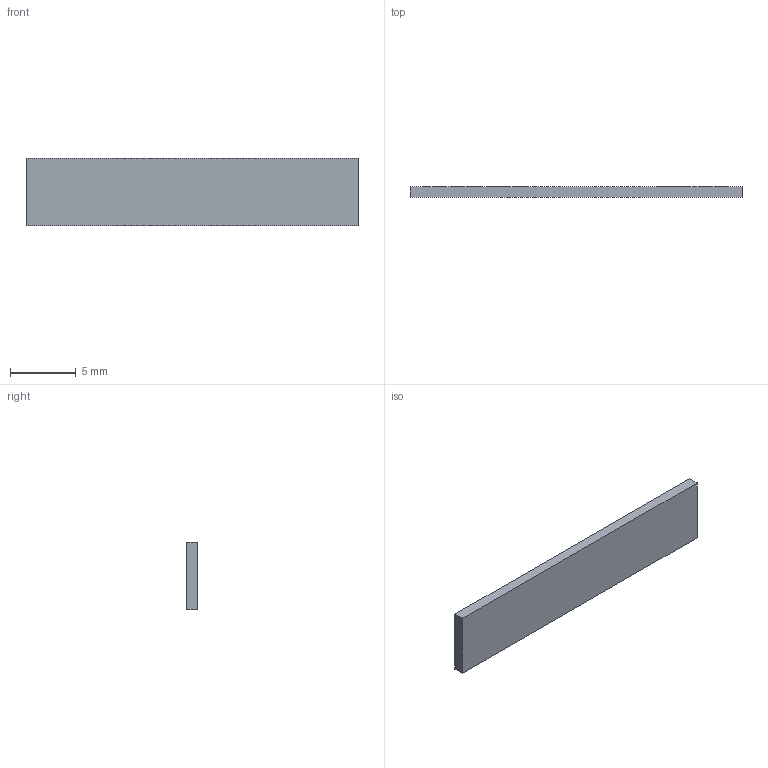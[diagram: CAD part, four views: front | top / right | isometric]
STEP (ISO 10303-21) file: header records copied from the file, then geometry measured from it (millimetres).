
FILE_DESCRIPTION (( 'STEP AP214' ), '1' );
FILE_NAME ('CA.69_Web.STEP', '2022-03-15T09:34:03', ( '' ), ( '' ), 'SwSTEP 2.0', 'SolidWorks 2018', '' );
FILE_SCHEMA (( 'AUTOMOTIVE_DESIGN' ));
Length unit declared in the file: millimetre
Products named in the file (1): CA.69_Web
Bounding box: 25.2 x 0.81 x 5.1 mm (x, y, z)
Volume: 102.9 mm3; surface area: 306.3 mm2
Topology: 1 solids, 1 shells, 158 faces, 411 edges, 274 vertices
Faces by surface type: plane 92, bspline 62, cylinder 4
Entity records: 7888 total; most frequent: CARTESIAN_POINT 4114, ORIENTED_EDGE 822, DIRECTION 489, EDGE_CURVE 411, VECTOR 279, LINE 279, VERTEX_POINT 274, EDGE_LOOP 177
